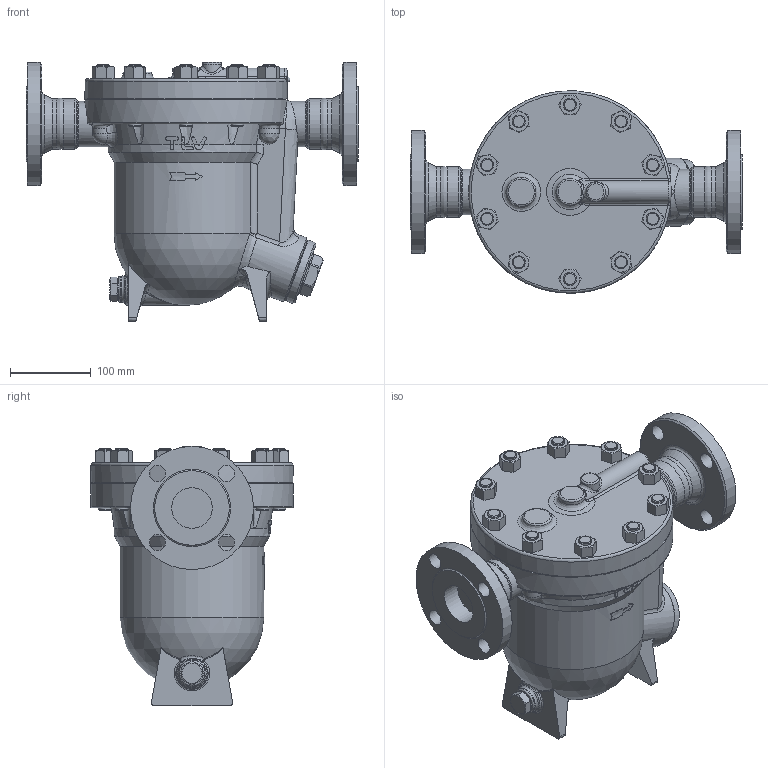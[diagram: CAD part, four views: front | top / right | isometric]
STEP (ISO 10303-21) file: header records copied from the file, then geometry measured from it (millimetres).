
FILE_DESCRIPTION((''),'2;1');
FILE_NAME('j72rx-050-a0150-00.stp','2010-08-24T16:37:01',('nakaot'),(''),'Autodesk Inventor 2008','Autodesk Inventor 2008','');
FILE_SCHEMA(('AUTOMOTIVE_DESIGN { 1 0 10303 214 1 1 1 1 }'));
Length unit declared in the file: millimetre
Products named in the file (1): j72rx-050-a0150-00
Bounding box: 410 x 250 x 320 mm (x, y, z)
Volume: 9821720 mm3; surface area: 503468 mm2
Topology: 5 solids, 5 shells, 510 faces, 1212 edges, 750 vertices
Faces by surface type: plane 165, bspline 117, cone 110, cylinder 101, torus 13, sphere 4
Full cylindrical faces by diameter (mm): 13.835 x2, 16 x26, 20 x4, 24 x1, 26 x1, 32 x1, 50 x1, 56 x2, 62 x3, 78 x1, 80 x1, 84 x1, 150 x1, 152 x1, 250 x2
Entity records: 23980 total; most frequent: CARTESIAN_POINT 13796, ORIENTED_EDGE 2114, DIRECTION 1886, EDGE_CURVE 1057, AXIS2_PLACEMENT_3D 819, VERTEX_POINT 720, EDGE_LOOP 709, FACE_OUTER_BOUND 510
